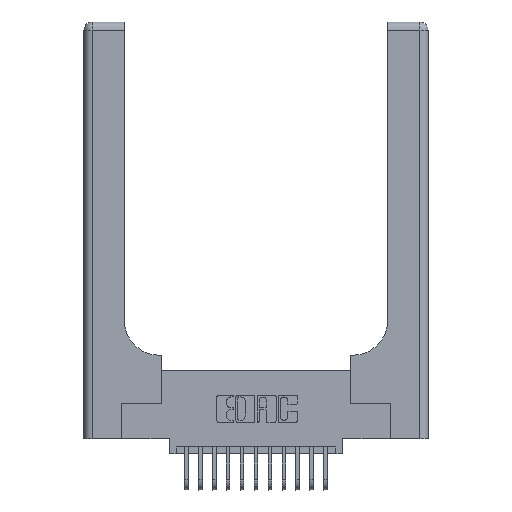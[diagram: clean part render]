
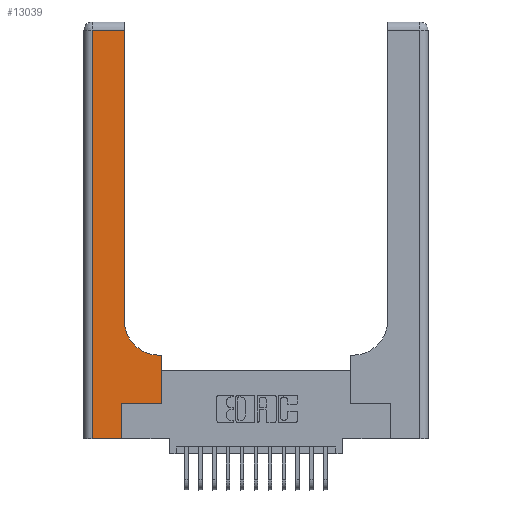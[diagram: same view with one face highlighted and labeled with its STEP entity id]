
A CAD part, top view. The second image highlights one B-rep face of the part: STEP entity #13039.
In plain terms, the highlighted planar face has unit normal (0, 0, 1).
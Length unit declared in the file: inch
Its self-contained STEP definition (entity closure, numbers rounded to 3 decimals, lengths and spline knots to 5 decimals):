
#373 = LINE ( 'NONE', #17684, #17829 ) ;
#813 = CARTESIAN_POINT ( 'NONE',  ( 0.2915, 0.6, 0.37 ) ) ;
#975 = CARTESIAN_POINT ( 'NONE',  ( 0.06, 3., 0.37 ) ) ;
#1051 = VERTEX_POINT ( 'NONE', #5275 ) ;
#1195 = DIRECTION ( 'NONE',  ( 0., 1., 0. ) ) ;
#1393 = ORIENTED_EDGE ( 'NONE', *, *, #9620, .T. ) ;
#1447 = DIRECTION ( 'NONE',  ( 0., 1., 0. ) ) ;
#1551 = CARTESIAN_POINT ( 'NONE',  ( 0.5585, 0.25, 0.37 ) ) ;
#1993 = ORIENTED_EDGE ( 'NONE', *, *, #7868, .T. ) ;
#2076 = VECTOR ( 'NONE', #1195, 39.37008 ) ;
#2878 = VERTEX_POINT ( 'NONE', #17313 ) ;
#2991 = EDGE_CURVE ( 'NONE', #3977, #10961, #8525, .T. ) ;
#3032 = CARTESIAN_POINT ( 'NONE',  ( 0.5585, 0.25, 0.37 ) ) ;
#3748 = VECTOR ( 'NONE', #12746, 39.37008 ) ;
#3839 = EDGE_CURVE ( 'NONE', #10478, #10647, #9809, .T. ) ;
#3936 = DIRECTION ( 'NONE',  ( 1., 0., 0. ) ) ;
#3977 = VERTEX_POINT ( 'NONE', #8848 ) ;
#4080 = DIRECTION ( 'NONE',  ( -1., 0., 0. ) ) ;
#4277 = EDGE_CURVE ( 'NONE', #10510, #10478, #4966, .T. ) ;
#4303 = VECTOR ( 'NONE', #12188, 39.37008 ) ;
#4434 = VECTOR ( 'NONE', #14762, 39.37008 ) ;
#4631 = VERTEX_POINT ( 'NONE', #12797 ) ;
#4707 = VECTOR ( 'NONE', #8923, 39.37008 ) ;
#4966 = CIRCLE ( 'NONE', #5935, 0.25 ) ;
#5061 = LINE ( 'NONE', #1551, #3748 ) ;
#5142 = VECTOR ( 'NONE', #1447, 39.37008 ) ;
#5154 = EDGE_CURVE ( 'NONE', #1051, #2878, #15938, .T. ) ;
#5275 = CARTESIAN_POINT ( 'NONE',  ( 0.269, 0., 0.37 ) ) ;
#5935 = AXIS2_PLACEMENT_3D ( 'NONE', #8023, #17502, #9463 ) ;
#6049 = CARTESIAN_POINT ( 'NONE',  ( 0., 3., 0.37 ) ) ;
#7087 = EDGE_CURVE ( 'NONE', #4631, #10510, #15496, .T. ) ;
#7090 = ORIENTED_EDGE ( 'NONE', *, *, #2991, .T. ) ;
#7485 = DIRECTION ( 'NONE',  ( 0., 0., -1. ) ) ;
#7667 = FACE_OUTER_BOUND ( 'NONE', #15594, .T. ) ;
#7868 = EDGE_CURVE ( 'NONE', #12277, #4631, #5061, .T. ) ;
#8023 = CARTESIAN_POINT ( 'NONE',  ( 0.5415, 0.85, 0.37 ) ) ;
#8525 = LINE ( 'NONE', #975, #4303 ) ;
#8848 = CARTESIAN_POINT ( 'NONE',  ( 0.06, 2.94, 0.37 ) ) ;
#8923 = DIRECTION ( 'NONE',  ( 1., 0., 0. ) ) ;
#9463 = DIRECTION ( 'NONE',  ( 1., 0., 0. ) ) ;
#9620 = EDGE_CURVE ( 'NONE', #10647, #3977, #373, .T. ) ;
#9660 = CARTESIAN_POINT ( 'NONE',  ( 0.269, 0., 0.37 ) ) ;
#9663 = VECTOR ( 'NONE', #3936, 39.37008 ) ;
#9761 = ORIENTED_EDGE ( 'NONE', *, *, #4277, .T. ) ;
#9809 = LINE ( 'NONE', #13998, #5142 ) ;
#10225 = EDGE_CURVE ( 'NONE', #2878, #12277, #13276, .T. ) ;
#10332 = CARTESIAN_POINT ( 'NONE',  ( 0., 0., 0.37 ) ) ;
#10478 = VERTEX_POINT ( 'NONE', #12787 ) ;
#10510 = VERTEX_POINT ( 'NONE', #15173 ) ;
#10592 = ORIENTED_EDGE ( 'NONE', *, *, #3839, .T. ) ;
#10647 = VERTEX_POINT ( 'NONE', #14214 ) ;
#10955 = CARTESIAN_POINT ( 'NONE',  ( 0.269, 0.25, 0.37 ) ) ;
#10961 = VERTEX_POINT ( 'NONE', #14974 ) ;
#12188 = DIRECTION ( 'NONE',  ( 0., -1., 0. ) ) ;
#12277 = VERTEX_POINT ( 'NONE', #3032 ) ;
#12314 = ORIENTED_EDGE ( 'NONE', *, *, #5154, .T. ) ;
#12554 = ORIENTED_EDGE ( 'NONE', *, *, #10225, .T. ) ;
#12746 = DIRECTION ( 'NONE',  ( 0., 1., 0. ) ) ;
#12769 = ORIENTED_EDGE ( 'NONE', *, *, #15383, .T. ) ;
#12787 = CARTESIAN_POINT ( 'NONE',  ( 0.2915, 0.85, 0.37 ) ) ;
#12797 = CARTESIAN_POINT ( 'NONE',  ( 0.5585, 0.6, 0.37 ) ) ;
#13039 = ADVANCED_FACE ( 'NONE', ( #7667 ), #15720, .F. ) ;
#13040 = AXIS2_PLACEMENT_3D ( 'NONE', #6049, #7485, #17014 ) ;
#13276 = LINE ( 'NONE', #10955, #9663 ) ;
#13318 = ORIENTED_EDGE ( 'NONE', *, *, #7087, .T. ) ;
#13998 = CARTESIAN_POINT ( 'NONE',  ( 0.2915, 3., 0.37 ) ) ;
#14214 = CARTESIAN_POINT ( 'NONE',  ( 0.2915, 2.94, 0.37 ) ) ;
#14762 = DIRECTION ( 'NONE',  ( -1., 0., 0. ) ) ;
#14974 = CARTESIAN_POINT ( 'NONE',  ( 0.06, 0., 0.37 ) ) ;
#15173 = CARTESIAN_POINT ( 'NONE',  ( 0.5415, 0.6, 0.37 ) ) ;
#15383 = EDGE_CURVE ( 'NONE', #10961, #1051, #15745, .T. ) ;
#15496 = LINE ( 'NONE', #813, #4434 ) ;
#15594 = EDGE_LOOP ( 'NONE', ( #10592, #1393, #7090, #12769, #12314, #12554, #1993, #13318, #9761 ) ) ;
#15720 = PLANE ( 'NONE',  #13040 ) ;
#15745 = LINE ( 'NONE', #10332, #4707 ) ;
#15938 = LINE ( 'NONE', #9660, #2076 ) ;
#17014 = DIRECTION ( 'NONE',  ( -1., 0., 0. ) ) ;
#17313 = CARTESIAN_POINT ( 'NONE',  ( 0.269, 0.25, 0.37 ) ) ;
#17502 = DIRECTION ( 'NONE',  ( 0., 0., -1. ) ) ;
#17684 = CARTESIAN_POINT ( 'NONE',  ( 0., 2.94, 0.37 ) ) ;
#17829 = VECTOR ( 'NONE', #4080, 39.37008 ) ;
